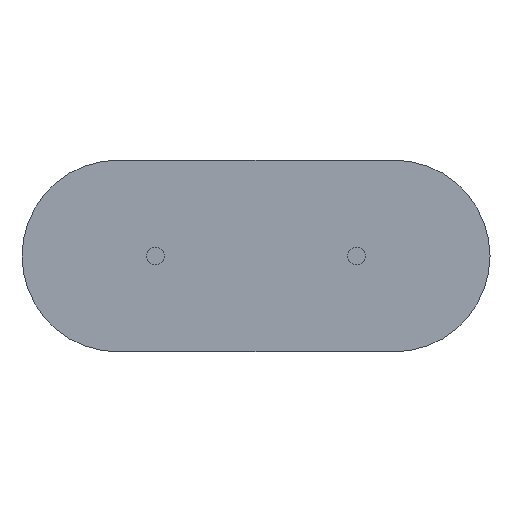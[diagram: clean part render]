
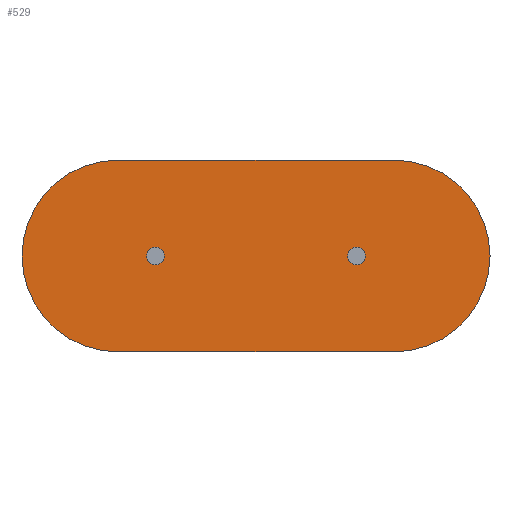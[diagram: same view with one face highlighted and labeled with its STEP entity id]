
A CAD part, front view. The second image highlights one B-rep face of the part: STEP entity #529.
In plain terms, the highlighted planar face has unit normal (0, -1, 0).
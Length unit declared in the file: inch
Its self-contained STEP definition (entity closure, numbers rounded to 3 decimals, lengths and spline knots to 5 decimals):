
#14 = LINE ( 'NONE', #399, #50 ) ;
#35 = ORIENTED_EDGE ( 'NONE', *, *, #533, .F. ) ;
#50 = VECTOR ( 'NONE', #396, 39.37008 ) ;
#65 = AXIS2_PLACEMENT_3D ( 'NONE', #433, #417, #413 ) ;
#69 = ORIENTED_EDGE ( 'NONE', *, *, #659, .F. ) ;
#93 = CARTESIAN_POINT ( 'NONE',  ( 0.13189, 0., -0.09154 ) ) ;
#122 = LINE ( 'NONE', #93, #137 ) ;
#137 = VECTOR ( 'NONE', #425, 39.37008 ) ;
#160 = ORIENTED_EDGE ( 'NONE', *, *, #165, .F. ) ;
#161 = DIRECTION ( 'NONE',  ( 0., 0., -1. ) ) ;
#163 = DIRECTION ( 'NONE',  ( 0., 1., 0. ) ) ;
#164 = CARTESIAN_POINT ( 'NONE',  ( 0.13189, 0., 0. ) ) ;
#165 = EDGE_CURVE ( 'NONE', #273, #312, #122, .T. ) ;
#170 = ORIENTED_EDGE ( 'NONE', *, *, #422, .F. ) ;
#187 = VERTEX_POINT ( 'NONE', #536 ) ;
#212 = FACE_OUTER_BOUND ( 'NONE', #547, .T. ) ;
#227 = VERTEX_POINT ( 'NONE', #378 ) ;
#268 = CIRCLE ( 'NONE', #502, 0.09154 ) ;
#273 = VERTEX_POINT ( 'NONE', #323 ) ;
#312 = VERTEX_POINT ( 'NONE', #324 ) ;
#323 = CARTESIAN_POINT ( 'NONE',  ( 0.13189, 0., -0.09154 ) ) ;
#324 = CARTESIAN_POINT ( 'NONE',  ( -0.13189, 0., -0.09154 ) ) ;
#331 = AXIS2_PLACEMENT_3D ( 'NONE', #565, #561, #557 ) ;
#378 = CARTESIAN_POINT ( 'NONE',  ( -0.13189, 0., 0.09154 ) ) ;
#396 = DIRECTION ( 'NONE',  ( 1., 0., 0. ) ) ;
#399 = CARTESIAN_POINT ( 'NONE',  ( 0.13189, 0., 0.09154 ) ) ;
#413 = DIRECTION ( 'NONE',  ( 0., 0., 1. ) ) ;
#417 = DIRECTION ( 'NONE',  ( 0., 1., 0. ) ) ;
#422 = EDGE_CURVE ( 'NONE', #312, #227, #501, .T. ) ;
#425 = DIRECTION ( 'NONE',  ( -1., 0., 0. ) ) ;
#433 = CARTESIAN_POINT ( 'NONE',  ( 0.13189, 0., 0. ) ) ;
#476 = PLANE ( 'NONE',  #65 ) ;
#501 = CIRCLE ( 'NONE', #331, 0.09154 ) ;
#502 = AXIS2_PLACEMENT_3D ( 'NONE', #164, #163, #161 ) ;
#529 = ADVANCED_FACE ( 'NONE', ( #212 ), #476, .F. ) ;
#533 = EDGE_CURVE ( 'NONE', #227, #187, #14, .T. ) ;
#536 = CARTESIAN_POINT ( 'NONE',  ( 0.13189, 0., 0.09154 ) ) ;
#547 = EDGE_LOOP ( 'NONE', ( #35, #170, #160, #69 ) ) ;
#557 = DIRECTION ( 'NONE',  ( 0., 0., -1. ) ) ;
#561 = DIRECTION ( 'NONE',  ( 0., 1., 0. ) ) ;
#565 = CARTESIAN_POINT ( 'NONE',  ( -0.13189, 0., 0. ) ) ;
#659 = EDGE_CURVE ( 'NONE', #187, #273, #268, .T. ) ;
